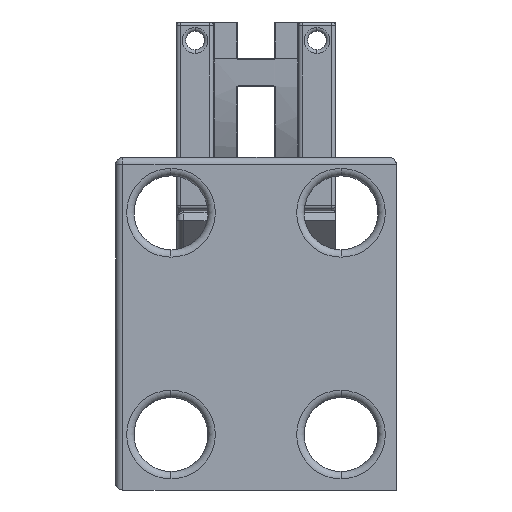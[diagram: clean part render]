
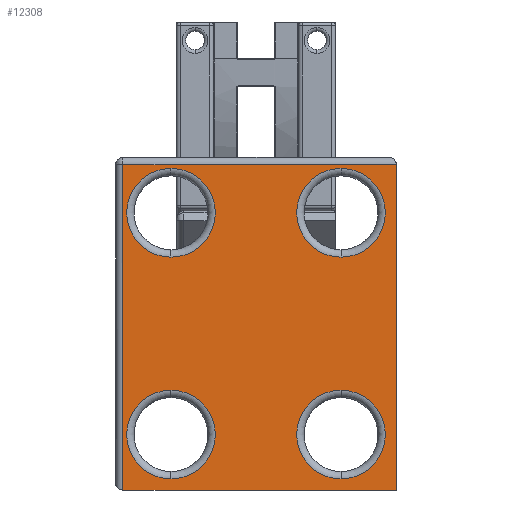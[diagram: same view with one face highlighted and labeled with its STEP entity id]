
A CAD part, front view. The second image highlights one B-rep face of the part: STEP entity #12308.
In plain terms, the highlighted planar face has unit normal (0, -1, 0).
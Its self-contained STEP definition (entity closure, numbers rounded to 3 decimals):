
#58 = DIRECTION ( 'NONE',  ( 0., 0., -1. ) ) ;
#100 = PLANE ( 'NONE',  #11626 ) ;
#160 = AXIS2_PLACEMENT_3D ( 'NONE', #4611, #16233, #8771 ) ;
#329 = EDGE_CURVE ( 'NONE', #9872, #16032, #12678, .T. ) ;
#493 = DIRECTION ( 'NONE',  ( 0., 1., 0. ) ) ;
#520 = VERTEX_POINT ( 'NONE', #14203 ) ;
#541 = VERTEX_POINT ( 'NONE', #1430 ) ;
#545 = CARTESIAN_POINT ( 'NONE',  ( -44.5, -135.607, -73.391 ) ) ;
#593 = VERTEX_POINT ( 'NONE', #14049 ) ;
#814 = CARTESIAN_POINT ( 'NONE',  ( 16.5, -135.607, 11.609 ) ) ;
#859 = CARTESIAN_POINT ( 'NONE',  ( -57.5, -135.607, -76.391 ) ) ;
#962 = DIRECTION ( 'NONE',  ( -1., 0., 0. ) ) ;
#1144 = CARTESIAN_POINT ( 'NONE',  ( 1.5, -135.607, -1.391 ) ) ;
#1158 = LINE ( 'NONE', #4641, #12991 ) ;
#1214 = DIRECTION ( 'NONE',  ( 0., 0., -1. ) ) ;
#1256 = VECTOR ( 'NONE', #962, 1000. ) ;
#1430 = CARTESIAN_POINT ( 'NONE',  ( -57.5, -135.607, 11.609 ) ) ;
#1547 = CARTESIAN_POINT ( 'NONE',  ( 1.5, -135.607, -13.391 ) ) ;
#1873 = EDGE_CURVE ( 'NONE', #5331, #16266, #15067, .T. ) ;
#1912 = DIRECTION ( 'NONE',  ( 0., 0., -1. ) ) ;
#1944 = DIRECTION ( 'NONE',  ( 0., 1., 0. ) ) ;
#2252 = VECTOR ( 'NONE', #2457, 1000. ) ;
#2382 = CIRCLE ( 'NONE', #12448, 12. ) ;
#2450 = CARTESIAN_POINT ( 'NONE',  ( 16.5, -135.607, -76.391 ) ) ;
#2457 = DIRECTION ( 'NONE',  ( 1., 0., 0. ) ) ;
#2690 = EDGE_CURVE ( 'NONE', #13162, #4982, #14436, .T. ) ;
#2890 = CARTESIAN_POINT ( 'NONE',  ( 1.5, -135.607, 10.609 ) ) ;
#2970 = CARTESIAN_POINT ( 'NONE',  ( 1.5, -135.607, -49.391 ) ) ;
#3088 = CIRCLE ( 'NONE', #160, 12. ) ;
#3113 = DIRECTION ( 'NONE',  ( 0., 0., -1. ) ) ;
#3546 = CARTESIAN_POINT ( 'NONE',  ( -44.5, -135.607, -61.391 ) ) ;
#4204 = AXIS2_PLACEMENT_3D ( 'NONE', #16041, #1944, #7089 ) ;
#4437 = EDGE_LOOP ( 'NONE', ( #9327, #10321, #7447, #9290 ) ) ;
#4611 = CARTESIAN_POINT ( 'NONE',  ( 1.5, -135.607, -61.391 ) ) ;
#4641 = CARTESIAN_POINT ( 'NONE',  ( 16.5, -135.607, 13.609 ) ) ;
#4698 = VECTOR ( 'NONE', #5920, 1000. ) ;
#4979 = ORIENTED_EDGE ( 'NONE', *, *, #11386, .T. ) ;
#4982 = VERTEX_POINT ( 'NONE', #545 ) ;
#5178 = DIRECTION ( 'NONE',  ( 0., -1., 0. ) ) ;
#5331 = VERTEX_POINT ( 'NONE', #6675 ) ;
#5389 = CARTESIAN_POINT ( 'NONE',  ( 1.5, -135.607, -1.391 ) ) ;
#5439 = ORIENTED_EDGE ( 'NONE', *, *, #9564, .T. ) ;
#5565 = DIRECTION ( 'NONE',  ( 0., 0., -1. ) ) ;
#5920 = DIRECTION ( 'NONE',  ( 0., 0., -1. ) ) ;
#6465 = DIRECTION ( 'NONE',  ( 0., 1., 0. ) ) ;
#6472 = CARTESIAN_POINT ( 'NONE',  ( -44.5, -135.607, -49.391 ) ) ;
#6608 = AXIS2_PLACEMENT_3D ( 'NONE', #5389, #493, #5565 ) ;
#6672 = ORIENTED_EDGE ( 'NONE', *, *, #10461, .T. ) ;
#6675 = CARTESIAN_POINT ( 'NONE',  ( -57.5, -135.607, -76.391 ) ) ;
#6817 = CARTESIAN_POINT ( 'NONE',  ( -44.5, -135.607, 10.609 ) ) ;
#6851 = CIRCLE ( 'NONE', #4204, 12. ) ;
#7089 = DIRECTION ( 'NONE',  ( 0., 0., -1. ) ) ;
#7251 = LINE ( 'NONE', #859, #4698 ) ;
#7412 = ORIENTED_EDGE ( 'NONE', *, *, #2690, .T. ) ;
#7447 = ORIENTED_EDGE ( 'NONE', *, *, #1873, .T. ) ;
#7454 = DIRECTION ( 'NONE',  ( 0., 1., 0. ) ) ;
#7589 = FACE_BOUND ( 'NONE', #11921, .T. ) ;
#8171 = VERTEX_POINT ( 'NONE', #2970 ) ;
#8173 = ORIENTED_EDGE ( 'NONE', *, *, #10992, .T. ) ;
#8233 = EDGE_CURVE ( 'NONE', #520, #8171, #3088, .T. ) ;
#8350 = EDGE_LOOP ( 'NONE', ( #8173, #9396 ) ) ;
#8658 = CARTESIAN_POINT ( 'NONE',  ( 0., -135.607, 0. ) ) ;
#8710 = DIRECTION ( 'NONE',  ( 0., 0., 1. ) ) ;
#8771 = DIRECTION ( 'NONE',  ( 0., 0., -1. ) ) ;
#8914 = FACE_BOUND ( 'NONE', #8350, .T. ) ;
#9097 = EDGE_CURVE ( 'NONE', #14413, #541, #10846, .T. ) ;
#9243 = EDGE_CURVE ( 'NONE', #541, #5331, #7251, .T. ) ;
#9290 = ORIENTED_EDGE ( 'NONE', *, *, #15334, .T. ) ;
#9327 = ORIENTED_EDGE ( 'NONE', *, *, #9097, .T. ) ;
#9382 = EDGE_LOOP ( 'NONE', ( #4979, #5439 ) ) ;
#9396 = ORIENTED_EDGE ( 'NONE', *, *, #329, .T. ) ;
#9564 = EDGE_CURVE ( 'NONE', #11733, #593, #10291, .T. ) ;
#9872 = VERTEX_POINT ( 'NONE', #2890 ) ;
#10251 = FACE_OUTER_BOUND ( 'NONE', #4437, .T. ) ;
#10275 = AXIS2_PLACEMENT_3D ( 'NONE', #3546, #13831, #1214 ) ;
#10291 = CIRCLE ( 'NONE', #13180, 12. ) ;
#10321 = ORIENTED_EDGE ( 'NONE', *, *, #9243, .T. ) ;
#10461 = EDGE_CURVE ( 'NONE', #4982, #13162, #6851, .T. ) ;
#10846 = LINE ( 'NONE', #13655, #1256 ) ;
#10992 = EDGE_CURVE ( 'NONE', #16032, #9872, #14030, .T. ) ;
#11339 = CARTESIAN_POINT ( 'NONE',  ( -59.5, -135.607, -76.391 ) ) ;
#11386 = EDGE_CURVE ( 'NONE', #593, #11733, #2382, .T. ) ;
#11626 = AXIS2_PLACEMENT_3D ( 'NONE', #8658, #5178, #13722 ) ;
#11733 = VERTEX_POINT ( 'NONE', #6817 ) ;
#11887 = DIRECTION ( 'NONE',  ( 0., 1., 0. ) ) ;
#11921 = EDGE_LOOP ( 'NONE', ( #6672, #7412 ) ) ;
#12308 = ADVANCED_FACE ( 'NONE', ( #7589, #15215, #8914, #13972, #10251 ), #100, .T. ) ;
#12405 = AXIS2_PLACEMENT_3D ( 'NONE', #1144, #7454, #58 ) ;
#12448 = AXIS2_PLACEMENT_3D ( 'NONE', #14096, #6465, #3113 ) ;
#12678 = CIRCLE ( 'NONE', #12405, 12. ) ;
#12806 = DIRECTION ( 'NONE',  ( 0., 0., -1. ) ) ;
#12965 = CARTESIAN_POINT ( 'NONE',  ( -44.5, -135.607, -1.391 ) ) ;
#12991 = VECTOR ( 'NONE', #8710, 1000. ) ;
#13162 = VERTEX_POINT ( 'NONE', #6472 ) ;
#13165 = EDGE_LOOP ( 'NONE', ( #15572, #14631 ) ) ;
#13180 = AXIS2_PLACEMENT_3D ( 'NONE', #12965, #11887, #12806 ) ;
#13274 = DIRECTION ( 'NONE',  ( 0., 1., 0. ) ) ;
#13655 = CARTESIAN_POINT ( 'NONE',  ( -59.5, -135.607, 11.609 ) ) ;
#13722 = DIRECTION ( 'NONE',  ( 0., 0., -1. ) ) ;
#13831 = DIRECTION ( 'NONE',  ( 0., 1., 0. ) ) ;
#13972 = FACE_BOUND ( 'NONE', #9382, .T. ) ;
#14030 = CIRCLE ( 'NONE', #6608, 12. ) ;
#14042 = AXIS2_PLACEMENT_3D ( 'NONE', #14358, #13274, #1912 ) ;
#14049 = CARTESIAN_POINT ( 'NONE',  ( -44.5, -135.607, -13.391 ) ) ;
#14096 = CARTESIAN_POINT ( 'NONE',  ( -44.5, -135.607, -1.391 ) ) ;
#14203 = CARTESIAN_POINT ( 'NONE',  ( 1.5, -135.607, -73.391 ) ) ;
#14358 = CARTESIAN_POINT ( 'NONE',  ( 1.5, -135.607, -61.391 ) ) ;
#14413 = VERTEX_POINT ( 'NONE', #814 ) ;
#14436 = CIRCLE ( 'NONE', #10275, 12. ) ;
#14631 = ORIENTED_EDGE ( 'NONE', *, *, #15235, .T. ) ;
#14827 = CIRCLE ( 'NONE', #14042, 12. ) ;
#15067 = LINE ( 'NONE', #11339, #2252 ) ;
#15215 = FACE_BOUND ( 'NONE', #13165, .T. ) ;
#15235 = EDGE_CURVE ( 'NONE', #8171, #520, #14827, .T. ) ;
#15334 = EDGE_CURVE ( 'NONE', #16266, #14413, #1158, .T. ) ;
#15572 = ORIENTED_EDGE ( 'NONE', *, *, #8233, .T. ) ;
#16032 = VERTEX_POINT ( 'NONE', #1547 ) ;
#16041 = CARTESIAN_POINT ( 'NONE',  ( -44.5, -135.607, -61.391 ) ) ;
#16233 = DIRECTION ( 'NONE',  ( 0., 1., 0. ) ) ;
#16266 = VERTEX_POINT ( 'NONE', #2450 ) ;
